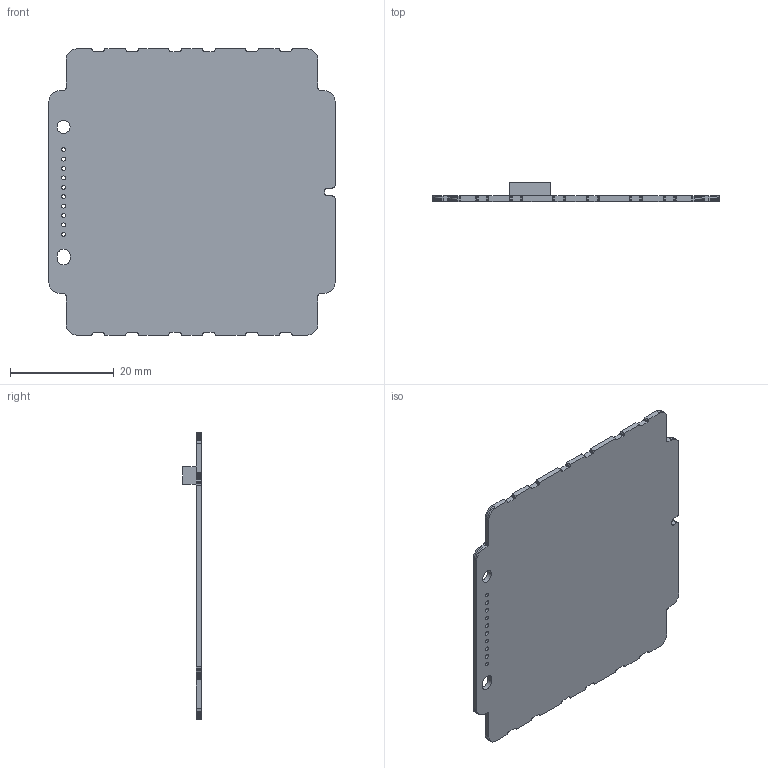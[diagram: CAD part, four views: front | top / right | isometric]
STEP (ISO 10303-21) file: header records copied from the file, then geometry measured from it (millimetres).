
FILE_DESCRIPTION((''),'2;1');
FILE_NAME('USRR5_BOARD','2024-01-09T15:16:38',('Martin'),(''),'CREO PARAMETRIC BY PTC INC, 2019224','CREO PARAMETRIC BY PTC INC, 2019224','');
FILE_SCHEMA(('CONFIG_CONTROL_DESIGN'));
Length unit declared in the file: millimetre
Products named in the file (1): USRR5_BOARD
Bounding box: 55.02 x 3.6 x 55.02 mm (x, y, z)
Volume: 2955 mm3; surface area: 6089.5 mm2
Topology: 1 solids, 1 shells, 521 faces, 1554 edges, 1036 vertices
Faces by surface type: plane 497, cylinder 24
Entity records: 17262 total; most frequent: CARTESIAN_POINT 3111, ORIENTED_EDGE 3108, DIRECTION 2644, EDGE_CURVE 1554, VECTOR 1506, LINE 1506, VERTEX_POINT 1036, AXIS2_PLACEMENT_3D 569
